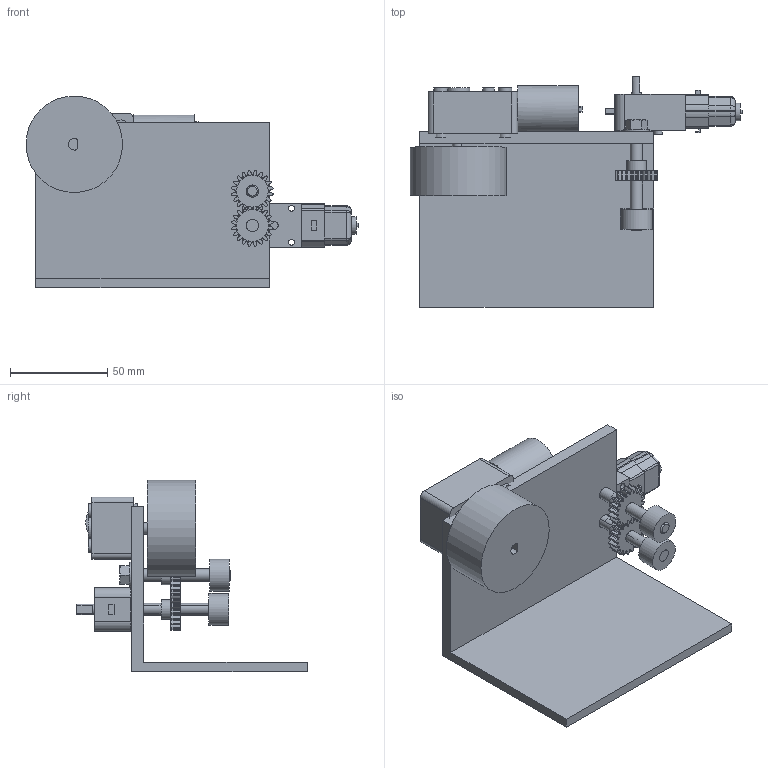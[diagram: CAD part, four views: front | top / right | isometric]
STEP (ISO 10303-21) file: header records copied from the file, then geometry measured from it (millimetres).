
FILE_DESCRIPTION(/* description */ ('STEP AP242','CAx-IF Rec.Pracs.---Representation and Presentation of Product Manufacturing Information (PMI)---4.0---2014-10-13','CAx-IF Rec.Pracs.---3D Tessellated Geometry---0.4---2014-09-14','2;1'),/* implementation_level */ '2;1');
FILE_NAME(/* name */ '6848c77e49e7b737193d32bb',/* time_stamp */ '2025-06-11T00:02:07Z',/* author */ (''),/* organization */ (''),/* preprocessor_version */ 'ST-DEVELOPER v20',/* originating_system */ 'ONSHAPE BY PTC INC, 1.199',/* authorisation */ ' ');
FILE_SCHEMA (('AP242_MANAGED_MODEL_BASED_3D_ENGINEERING_MIM_LF { 1 0 10303 442 1 1 4 }'));
Length unit declared in the file: metre
Products named in the file (10): Winder; Hex washer machine screw 1/4-20 x 2; Part 1; Part 2; Spur gear (20 teeth); JYG370
Assembly tree (10 placements, depth 2):
  Winder
    Hex washer machine screw 1/4-20 x 2
    Part 1
    Part 1
    Part 2
    Spur gear (20 teeth)  x2
    Part 1
    Part 1
    JYG370
    Part 1
Bounding box: 170.31 x 118.18 x 98.48 mm (x, y, z)
Volume: 239307.1 mm3; surface area: 76540.7 mm2
Topology: 10 solids, 10 shells, 483 faces, 1245 edges, 821 vertices
Faces by surface type: cylinder 250, plane 138, bspline 84, cone 7, torus 4
Full cylindrical faces by diameter (mm): 2 x3, 2.5 x1, 3 x10, 4 x1, 5.35 x2, 6 x1, 6.15 x2, 6.275 x2, 6.35 x2, 6.379 x1, 7 x10, 7.26 x1, 9 x1, 10 x3, 12 x2, 13.194 x1, 13.208 x1, 16.275 x1, 16.35 x1, 22.4 x1, 24.4 x1, 49.509 x1
Entity records: 14419 total; most frequent: CARTESIAN_POINT 5565, DIRECTION 1726, ORIENTED_EDGE 1622, EDGE_CURVE 811, AXIS2_PLACEMENT_3D 682, VERTEX_POINT 561, EDGE_LOOP 468, FACE_BOUND 468
